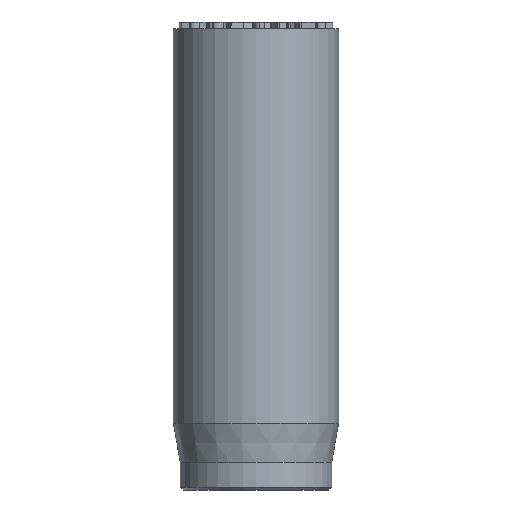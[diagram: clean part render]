
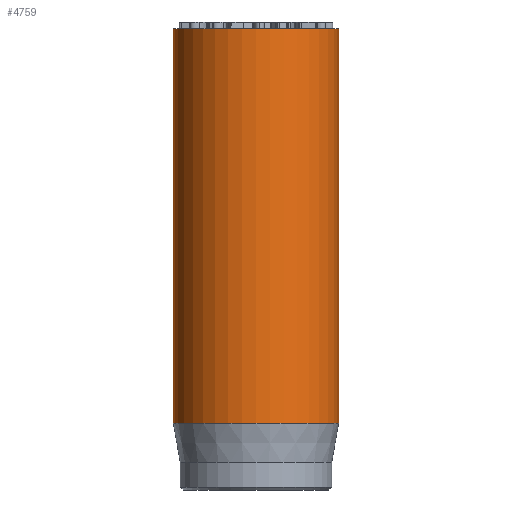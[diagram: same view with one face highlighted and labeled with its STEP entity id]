
A CAD part, front view. The second image highlights one B-rep face of the part: STEP entity #4759.
In plain terms, the highlighted cylindrical face has radius 3 mm (diameter 6 mm), a full revolution.
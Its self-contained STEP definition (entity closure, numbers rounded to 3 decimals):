
#32=CYLINDRICAL_SURFACE('',#4942,3.);
#46=CIRCLE('',#4909,3.);
#62=CIRCLE('',#4940,3.);
#63=CIRCLE('',#4941,3.);
#422=FACE_OUTER_BOUND('',#705,.T.);
#705=EDGE_LOOP('',(#4244,#4245,#4246,#4247,#4248));
#1044=LINE('',#9136,#1391);
#1391=VECTOR('',#5488,3.);
#2175=VERTEX_POINT('',#9075);
#2191=VERTEX_POINT('',#9130);
#2192=VERTEX_POINT('',#9131);
#2857=EDGE_CURVE('',#2175,#2175,#46,.T.);
#2881=EDGE_CURVE('',#2191,#2192,#62,.T.);
#2882=EDGE_CURVE('',#2192,#2191,#63,.T.);
#2884=EDGE_CURVE('',#2175,#2191,#1044,.T.);
#4244=ORIENTED_EDGE('',*,*,#2857,.T.);
#4245=ORIENTED_EDGE('',*,*,#2884,.T.);
#4246=ORIENTED_EDGE('',*,*,#2881,.T.);
#4247=ORIENTED_EDGE('',*,*,#2882,.T.);
#4248=ORIENTED_EDGE('',*,*,#2884,.F.);
#4759=ADVANCED_FACE('',(#422),#32,.T.);
#4909=AXIS2_PLACEMENT_3D('',#9076,#5411,#5412);
#4940=AXIS2_PLACEMENT_3D('',#9132,#5481,#5482);
#4941=AXIS2_PLACEMENT_3D('',#9133,#5483,#5484);
#4942=AXIS2_PLACEMENT_3D('',#9135,#5486,#5487);
#5411=DIRECTION('center_axis',(0.,0.,-1.));
#5412=DIRECTION('ref_axis',(-1.,0.,0.));
#5481=DIRECTION('center_axis',(0.,0.,1.));
#5482=DIRECTION('ref_axis',(-1.,0.,0.));
#5483=DIRECTION('center_axis',(0.,0.,1.));
#5484=DIRECTION('ref_axis',(-1.,0.,0.));
#5486=DIRECTION('center_axis',(0.,0.,1.));
#5487=DIRECTION('ref_axis',(-1.,0.,0.));
#5488=DIRECTION('',(0.,0.,-1.));
#9075=CARTESIAN_POINT('',(3.,0.,16.75));
#9076=CARTESIAN_POINT('Origin',(0.,0.,16.75));
#9130=CARTESIAN_POINT('',(3.,0.,2.418));
#9131=CARTESIAN_POINT('',(-3.,0.,2.418));
#9132=CARTESIAN_POINT('Origin',(0.,0.,2.418));
#9133=CARTESIAN_POINT('Origin',(0.,0.,2.418));
#9135=CARTESIAN_POINT('Origin',(0.,0.,0.));
#9136=CARTESIAN_POINT('',(3.,0.,0.));
